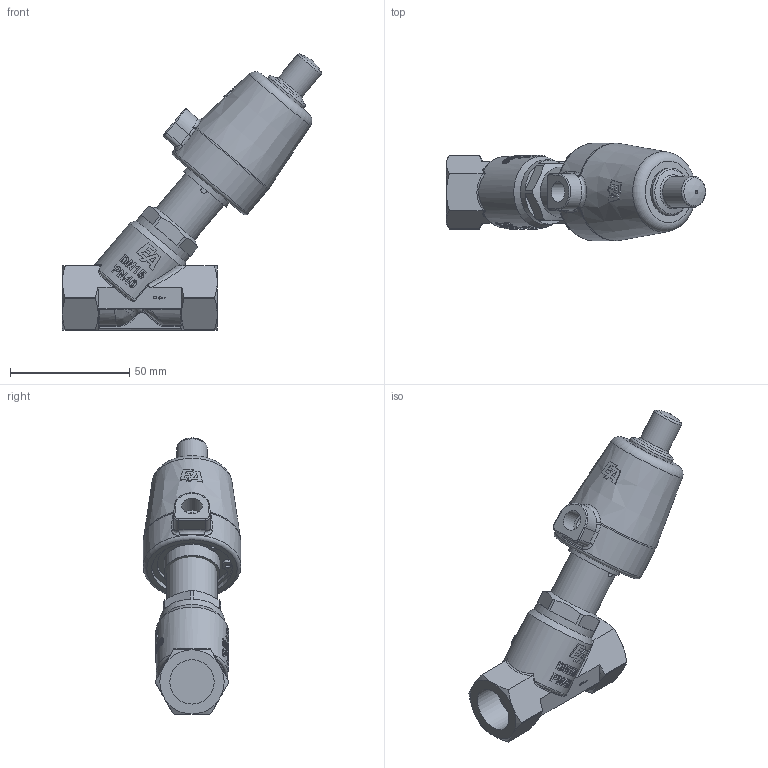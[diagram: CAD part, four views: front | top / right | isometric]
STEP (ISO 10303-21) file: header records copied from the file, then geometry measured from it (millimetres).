
FILE_DESCRIPTION(/* description */ ('DG2D3120015/OS'),/* implementation_level */ '2;1');
FILE_NAME(/* name */ 'DG2D3120015_OS.stp',/* time_stamp */ '2021-09-27T15:43:47+02:00',/* author */ ('hois'),/* organization */ (''),/* preprocessor_version */ 'ST-DEVELOPER v18.1',/* originating_system */ 'Autodesk Inventor 2020',/* authorisation */ '');
FILE_SCHEMA (('AUTOMOTIVE_DESIGN { 1 0 10303 214 3 1 1 }'));
Length unit declared in the file: millimetre
Products named in the file (7): DG2D3120015/OS; GGS0015.14.0013-K-GM; ETG0015.10.0183; DER0340.05.0013; SZY0320.11.0032; DIN0472-32x1,5; VST1415.06.0053
Assembly tree (6 placements, depth 2):
  DG2D3120015/OS
    GGS0015.14.0013-K-GM
    ETG0015.10.0183
    DER0340.05.0013
    SZY0320.11.0032
    DIN0472-32x1,5
    VST1415.06.0053
Bounding box: 108.83 x 41 x 115.9 mm (x, y, z)
Volume: 85711.3 mm3; surface area: 36435.6 mm2
Topology: 6 solids, 6 shells, 598 faces, 1591 edges, 1051 vertices
Faces by surface type: plane 243, bspline 155, cylinder 125, cone 45, torus 21, sphere 9
Full cylindrical faces by diameter (mm): 1.5 x1, 2.5 x4, 8.566 x1, 8.7 x1, 9 x1, 12 x2, 12.376 x1, 13 x1, 14 x1, 16 x1, 17 x1, 18.5 x2, 18.631 x3, 19.5 x1, 20 x1, 20.96 x1, 21 x3, 21.2 x1, 23.5 x1, 25 x1, 27 x1, 32 x1, 33 x1, 34 x3, 36 x1, 41 x1
Entity records: 41897 total; most frequent: CARTESIAN_POINT 27809, ORIENTED_EDGE 3174, DIRECTION 2462, EDGE_CURVE 1587, VERTEX_POINT 1051, AXIS2_PLACEMENT_3D 946, EDGE_LOOP 664, FACE_OUTER_BOUND 598
